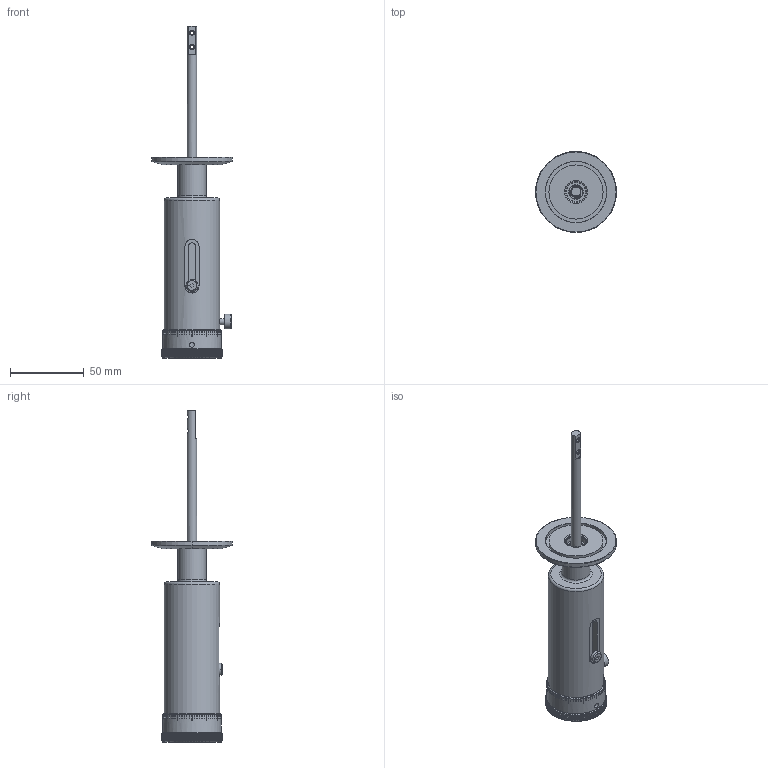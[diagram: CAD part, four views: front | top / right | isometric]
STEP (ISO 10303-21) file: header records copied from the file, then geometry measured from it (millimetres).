
FILE_DESCRIPTION(/* description */ ('Alibre Inc.'),/* implementation_level */ '2;1');
FILE_NAME(/* name */ 'export0',/* time_stamp */ '2010-06-29T13:05:58-07:00',/* author */ (''),/* organization */ (''),/* preprocessor_version */ 'ST-DEVELOPER v10',/* originating_system */ 'Alibre',/* authorisation */ '');
FILE_SCHEMA (('CONFIG_CONTROL_DESIGN'));
Length unit declared in the file: centimetre
Products named in the file (1): 102270
Bounding box: 54.86 x 54.86 x 225.15 mm (x, y, z)
Volume: 138548.5 mm3; surface area: 29162 mm2
Topology: 1 solids, 3 shells, 954 faces, 2676 edges, 1777 vertices
Faces by surface type: plane 521, cylinder 267, bspline 140, cone 16, torus 9, sphere 1
Full cylindrical faces by diameter (mm): 0.82 x1, 0.826 x1, 2.414 x2, 3.454 x2, 4.166 x1, 6.35 x2, 8.146 x1, 9.398 x2, 9.55 x1, 9.906 x1, 12.725 x1, 14.249 x1, 15.85 x1, 19.05 x1, 19.177 x1, 37.465 x1, 37.846 x1, 39.7 x1
Entity records: 49624 total; most frequent: CARTESIAN_POINT 29750, ORIENTED_EDGE 5250, EDGE_CURVE 2625, DIRECTION 2505, VERTEX_POINT 1764, AXIS2_PLACEMENT_3D 1081, EDGE_LOOP 1047, FACE_BOUND 1047
